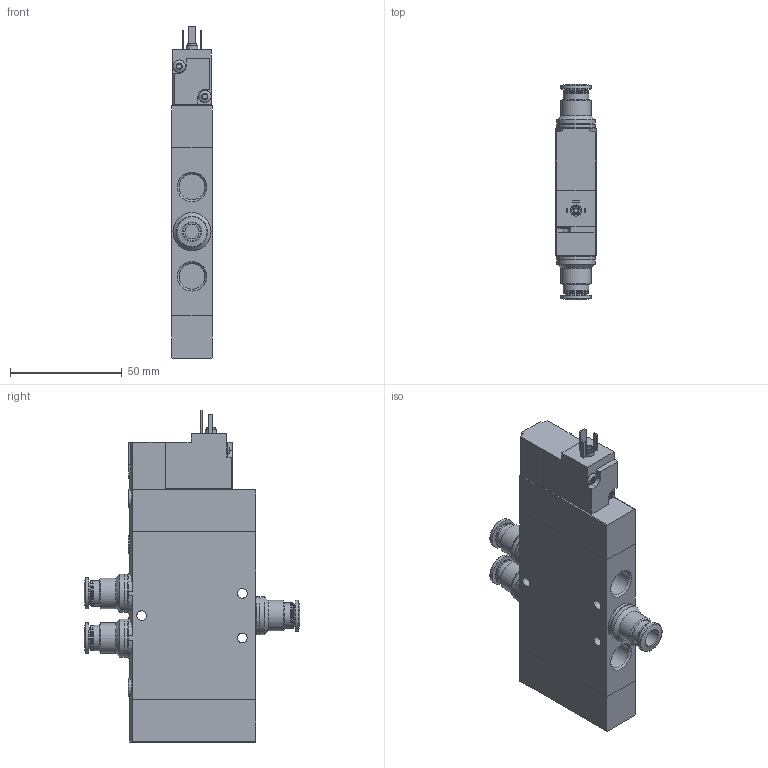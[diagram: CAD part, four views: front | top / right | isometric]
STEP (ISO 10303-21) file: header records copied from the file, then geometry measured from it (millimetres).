
FILE_DESCRIPTION(/* description */ ('STEP AP214'),/* implementation_level */ '2;1');
FILE_NAME(/* name */ '163150_CPE18-M1H-5L-QS-8',/* time_stamp */ '2024-08-06T19:54:13+02:00',/* author */ ('License CC BY-ND 4.0'),/* organization */ ('CADENAS'),/* preprocessor_version */ 'ST-DEVELOPER v19.3',/* originating_system */ 'PARTsolutions',/* authorisation */ ' ');
FILE_SCHEMA (('AUTOMOTIVE_DESIGN {1 0 10303 214 3 1 1}'));
Length unit declared in the file: millimetre
Products named in the file (5): 163150 CPE18-M1H-5L-QS-8; CPE18-...-5; 186110 QS-G1/4-8-I; CPE18-KMEB_M1H; CPE18-KAPPE_M1H
Assembly tree (6 placements, depth 2):
  163150 CPE18-M1H-5L-QS-8
    CPE18-...-5
    186110 QS-G1/4-8-I  x3
    CPE18-KMEB_M1H
    CPE18-KAPPE_M1H
Bounding box: 18 x 96.2 x 148.5 mm (x, y, z)
Volume: 131253 mm3; surface area: 36441.2 mm2
Topology: 6 solids, 6 shells, 307 faces, 703 edges, 448 vertices
Faces by surface type: plane 141, cylinder 109, cone 46, torus 11
Full cylindrical faces by diameter (mm): 2 x1, 2.013 x1, 2.5 x1, 3.8 x1, 4.134 x3, 4.4 x3, 5 x1, 5.6 x3, 8 x6, 9.4 x3, 11.4 x6, 11.445 x5, 13.157 x3, 13.7 x3, 13.8 x3, 16.4 x6, 17 x6
Entity records: 6168 total; most frequent: CARTESIAN_POINT 1171, DIRECTION 946, ORIENTED_EDGE 840, EDGE_CURVE 420, AXIS2_PLACEMENT_3D 366, VERTEX_POINT 301, EDGE_LOOP 299, FACE_BOUND 299
